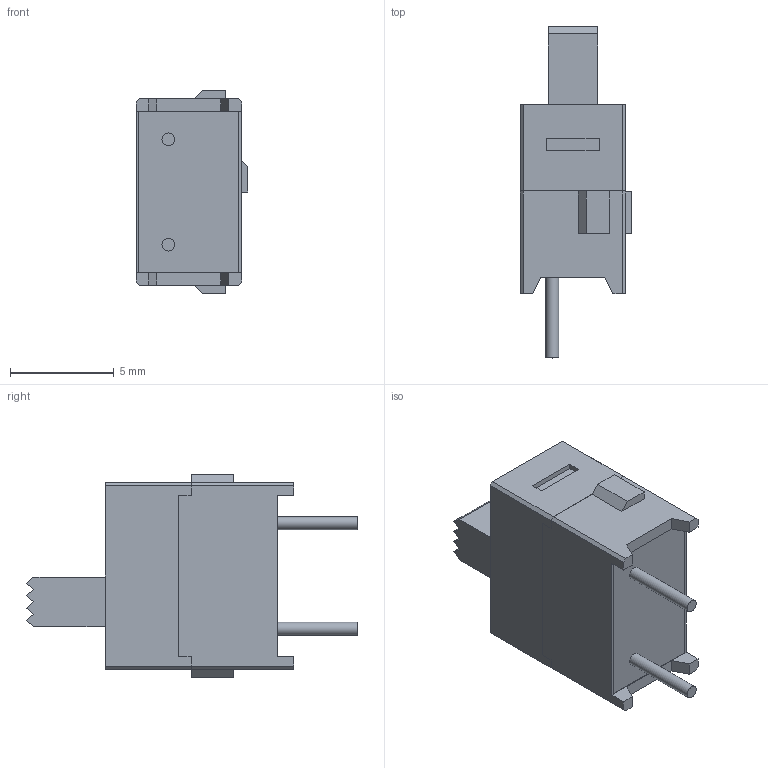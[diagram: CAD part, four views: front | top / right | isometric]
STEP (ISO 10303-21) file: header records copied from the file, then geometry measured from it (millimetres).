
FILE_DESCRIPTION(/* description */ ('STEP AP203'),/* implementation_level */ '2;1');
FILE_NAME(/* name */ 'AS11CP',/* time_stamp */ '2024-07-10T11:04:30+02:00',/* author */ ('License CC BY-ND 4.0'),/* organization */ ('CADENAS'),/* preprocessor_version */ 'ST-DEVELOPER v19.3',/* originating_system */ 'PARTsolutions',/* authorisation */ ' ');
FILE_SCHEMA (('CONFIG_CONTROL_DESIGN'));
Length unit declared in the file: inch
Products named in the file (5): AS11CP; AS11CPbody12; AS11CPbody1; AS11CPclong; AS11CPp
Assembly tree (4 placements, depth 2):
  AS11CP
    AS11CPbody12
    AS11CPbody1
    AS11CPclong
    AS11CPp
Bounding box: 5.38 x 16 x 9.8 mm (x, y, z)
Volume: 403 mm3; surface area: 620.7 mm2
Topology: 4 solids, 4 shells, 99 faces, 257 edges, 172 vertices
Faces by surface type: plane 97, cylinder 2
Full cylindrical faces by diameter (mm): 0.61 x2
Entity records: 3075 total; most frequent: CARTESIAN_POINT 527, ORIENTED_EDGE 506, DIRECTION 465, EDGE_CURVE 253, LINE 249, VECTOR 249, VERTEX_POINT 170, AXIS2_PLACEMENT_3D 108
